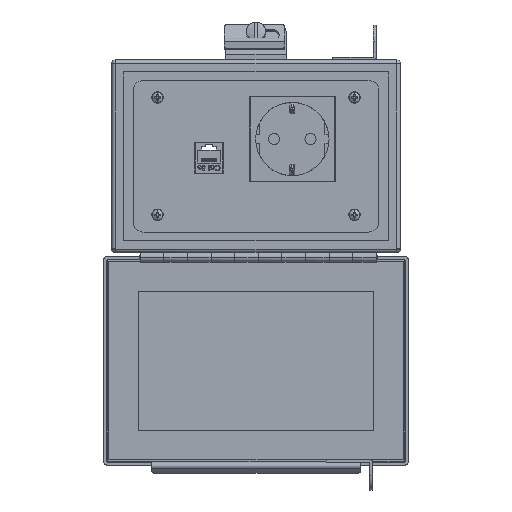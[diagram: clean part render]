
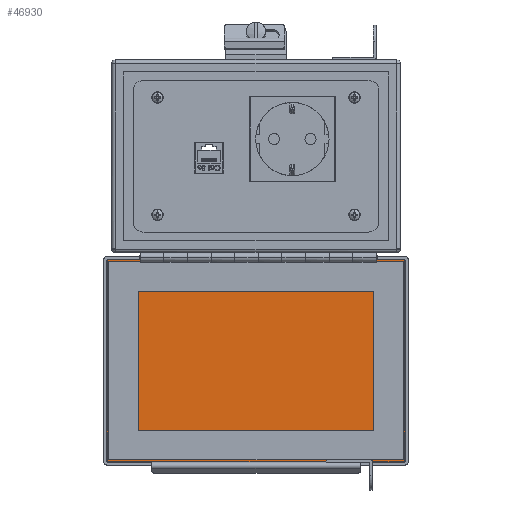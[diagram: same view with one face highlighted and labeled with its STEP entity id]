
A CAD part, top view. The second image highlights one B-rep face of the part: STEP entity #46930.
In plain terms, the highlighted planar face has unit normal (0, 0, 1).
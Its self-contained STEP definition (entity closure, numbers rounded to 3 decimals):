
#112 = CIRCLE ( 'NONE', #86101, 0.317 ) ;
#887 = PLANE ( 'NONE',  #40115 ) ;
#1830 = LINE ( 'NONE', #76370, #27924 ) ;
#1925 = VECTOR ( 'NONE', #45246, 1000. ) ;
#3062 = CARTESIAN_POINT ( 'NONE',  ( 37.084, -107.95, 22.479 ) ) ;
#3233 = VERTEX_POINT ( 'NONE', #40152 ) ;
#3390 = DIRECTION ( 'NONE',  ( 0., 1., 0. ) ) ;
#3547 = LINE ( 'NONE', #11447, #78255 ) ;
#3633 = CARTESIAN_POINT ( 'NONE',  ( 78.613, -54.921, 22.479 ) ) ;
#4572 = CARTESIAN_POINT ( 'NONE',  ( 63.564, -55.118, 22.479 ) ) ;
#4615 = EDGE_CURVE ( 'NONE', #30503, #48617, #93084, .T. ) ;
#4697 = LINE ( 'NONE', #28747, #79424 ) ;
#6035 = VERTEX_POINT ( 'NONE', #68366 ) ;
#7778 = DIRECTION ( 'NONE',  ( 0., 0., -1. ) ) ;
#8190 = DIRECTION ( 'NONE',  ( 0., 1., 0. ) ) ;
#9125 = DIRECTION ( 'NONE',  ( 1., 0., 0. ) ) ;
#9257 = DIRECTION ( 'NONE',  ( -1., 0., 0. ) ) ;
#11157 = VERTEX_POINT ( 'NONE', #69615 ) ;
#11447 = CARTESIAN_POINT ( 'NONE',  ( 0., -55.88, 22.479 ) ) ;
#12739 = LINE ( 'NONE', #64238, #82856 ) ;
#12834 = ORIENTED_EDGE ( 'NONE', *, *, #36452, .T. ) ;
#13678 = DIRECTION ( 'NONE',  ( 1., 0., 0. ) ) ;
#13822 = CARTESIAN_POINT ( 'NONE',  ( 78.613, -160.982, 22.479 ) ) ;
#14807 = EDGE_CURVE ( 'NONE', #11157, #18239, #1830, .T. ) ;
#16432 = EDGE_CURVE ( 'NONE', #70167, #17762, #61927, .T. ) ;
#16717 = CARTESIAN_POINT ( 'NONE',  ( -78.613, -160.982, 22.479 ) ) ;
#17431 = ORIENTED_EDGE ( 'NONE', *, *, #23289, .T. ) ;
#17762 = VERTEX_POINT ( 'NONE', #20094 ) ;
#18237 = LINE ( 'NONE', #3062, #35214 ) ;
#18239 = VERTEX_POINT ( 'NONE', #16717 ) ;
#19168 = DIRECTION ( 'NONE',  ( 0., 1., 0. ) ) ;
#20094 = CARTESIAN_POINT ( 'NONE',  ( 59.944, -161.29, 22.479 ) ) ;
#20878 = EDGE_CURVE ( 'NONE', #30503, #3233, #3547, .T. ) ;
#21204 = CARTESIAN_POINT ( 'NONE',  ( 78.69, -161.29, 22.479 ) ) ;
#21821 = CARTESIAN_POINT ( 'NONE',  ( 0., -161.29, 22.479 ) ) ;
#23289 = EDGE_CURVE ( 'NONE', #18239, #44078, #112, .T. ) ;
#23495 = EDGE_CURVE ( 'NONE', #17762, #62295, #46512, .T. ) ;
#23689 = CARTESIAN_POINT ( 'NONE',  ( 0., -160.02, 22.479 ) ) ;
#23854 = EDGE_CURVE ( 'NONE', #3233, #82321, #75902, .T. ) ;
#23936 = EDGE_CURVE ( 'NONE', #69052, #6035, #18237, .T. ) ;
#24259 = AXIS2_PLACEMENT_3D ( 'NONE', #21204, #71779, #28481 ) ;
#24523 = AXIS2_PLACEMENT_3D ( 'NONE', #86280, #42971, #93548 ) ;
#25454 = CARTESIAN_POINT ( 'NONE',  ( 37.084, -161.29, 22.479 ) ) ;
#27918 = ORIENTED_EDGE ( 'NONE', *, *, #88793, .T. ) ;
#27924 = VECTOR ( 'NONE', #69104, 1000. ) ;
#28481 = DIRECTION ( 'NONE',  ( 0., 1., 0. ) ) ;
#28747 = CARTESIAN_POINT ( 'NONE',  ( 78.613, -107.95, 22.479 ) ) ;
#29227 = ORIENTED_EDGE ( 'NONE', *, *, #79036, .F. ) ;
#30503 = VERTEX_POINT ( 'NONE', #32333 ) ;
#32333 = CARTESIAN_POINT ( 'NONE',  ( 63.564, -55.88, 22.479 ) ) ;
#33438 = LINE ( 'NONE', #34254, #88843 ) ;
#34254 = CARTESIAN_POINT ( 'NONE',  ( 71.025, -54.61, 22.479 ) ) ;
#34570 = DIRECTION ( 'NONE',  ( 1., 0., 0. ) ) ;
#35005 = VECTOR ( 'NONE', #9125, 1000. ) ;
#35214 = VECTOR ( 'NONE', #3390, 1000. ) ;
#36452 = EDGE_CURVE ( 'NONE', #6035, #70167, #92645, .T. ) ;
#37468 = VECTOR ( 'NONE', #60969, 1000. ) ;
#38211 = ORIENTED_EDGE ( 'NONE', *, *, #56727, .T. ) ;
#38263 = ORIENTED_EDGE ( 'NONE', *, *, #23936, .T. ) ;
#40115 = AXIS2_PLACEMENT_3D ( 'NONE', #87573, #51545, #8190 ) ;
#40152 = CARTESIAN_POINT ( 'NONE',  ( -61.15, -55.88, 22.479 ) ) ;
#42368 = CARTESIAN_POINT ( 'NONE',  ( -78.69, -161.29, 22.479 ) ) ;
#42971 = DIRECTION ( 'NONE',  ( 0., 0., -1. ) ) ;
#43701 = EDGE_CURVE ( 'NONE', #82321, #87426, #52559, .T. ) ;
#44078 = VERTEX_POINT ( 'NONE', #50018 ) ;
#44410 = ORIENTED_EDGE ( 'NONE', *, *, #14807, .T. ) ;
#44648 = ORIENTED_EDGE ( 'NONE', *, *, #4615, .F. ) ;
#44833 = ORIENTED_EDGE ( 'NONE', *, *, #20878, .T. ) ;
#45246 = DIRECTION ( 'NONE',  ( 0., -1., 0. ) ) ;
#46490 = CARTESIAN_POINT ( 'NONE',  ( 59.944, -107.95, 22.479 ) ) ;
#46512 = LINE ( 'NONE', #21821, #65741 ) ;
#46909 = VERTEX_POINT ( 'NONE', #13822 ) ;
#46930 = ADVANCED_FACE ( 'NONE', ( #93221 ), #887, .T. ) ;
#46938 = ORIENTED_EDGE ( 'NONE', *, *, #84309, .T. ) ;
#47549 = ORIENTED_EDGE ( 'NONE', *, *, #23854, .T. ) ;
#47738 = ORIENTED_EDGE ( 'NONE', *, *, #23495, .T. ) ;
#48594 = ORIENTED_EDGE ( 'NONE', *, *, #43701, .T. ) ;
#48617 = VERTEX_POINT ( 'NONE', #51366 ) ;
#49685 = DIRECTION ( 'NONE',  ( 1., 0., 0. ) ) ;
#49910 = EDGE_LOOP ( 'NONE', ( #44648, #44833, #47549, #48594, #38211, #44410, #17431, #73056, #38263, #12834, #66643, #47738, #27918, #46938, #75575, #29227 ) ) ;
#50018 = CARTESIAN_POINT ( 'NONE',  ( -78.373, -161.29, 22.479 ) ) ;
#51126 = CARTESIAN_POINT ( 'NONE',  ( 78.677, -54.61, 22.479 ) ) ;
#51366 = CARTESIAN_POINT ( 'NONE',  ( 63.564, -54.61, 22.479 ) ) ;
#51545 = DIRECTION ( 'NONE',  ( 0., 0., 1. ) ) ;
#52197 = CIRCLE ( 'NONE', #24523, 0.317 ) ;
#52372 = AXIS2_PLACEMENT_3D ( 'NONE', #51126, #7778, #58387 ) ;
#52559 = LINE ( 'NONE', #81353, #70813 ) ;
#54097 = CARTESIAN_POINT ( 'NONE',  ( 59.944, -160.02, 22.479 ) ) ;
#56727 = EDGE_CURVE ( 'NONE', #87426, #11157, #52197, .T. ) ;
#58387 = DIRECTION ( 'NONE',  ( 1., 0., 0. ) ) ;
#60530 = CIRCLE ( 'NONE', #52372, 0.317 ) ;
#60969 = DIRECTION ( 'NONE',  ( 0., 1., 0. ) ) ;
#61927 = LINE ( 'NONE', #46490, #1925 ) ;
#62295 = VERTEX_POINT ( 'NONE', #83324 ) ;
#63026 = CARTESIAN_POINT ( 'NONE',  ( 78.359, -54.61, 22.479 ) ) ;
#64238 = CARTESIAN_POINT ( 'NONE',  ( 0., -161.29, 22.479 ) ) ;
#65124 = DIRECTION ( 'NONE',  ( 1., 0., 0. ) ) ;
#65741 = VECTOR ( 'NONE', #65124, 1000. ) ;
#66643 = ORIENTED_EDGE ( 'NONE', *, *, #16432, .T. ) ;
#68366 = CARTESIAN_POINT ( 'NONE',  ( 37.084, -160.02, 22.479 ) ) ;
#69052 = VERTEX_POINT ( 'NONE', #25454 ) ;
#69104 = DIRECTION ( 'NONE',  ( 0., -1., 0. ) ) ;
#69240 = VERTEX_POINT ( 'NONE', #63026 ) ;
#69615 = CARTESIAN_POINT ( 'NONE',  ( -78.613, -54.921, 22.479 ) ) ;
#70167 = VERTEX_POINT ( 'NONE', #54097 ) ;
#70813 = VECTOR ( 'NONE', #9257, 1000. ) ;
#71779 = DIRECTION ( 'NONE',  ( 0., 0., -1. ) ) ;
#72172 = CARTESIAN_POINT ( 'NONE',  ( -78.359, -54.61, 22.479 ) ) ;
#73056 = ORIENTED_EDGE ( 'NONE', *, *, #83572, .T. ) ;
#75575 = ORIENTED_EDGE ( 'NONE', *, *, #77510, .T. ) ;
#75902 = LINE ( 'NONE', #82465, #37468 ) ;
#76370 = CARTESIAN_POINT ( 'NONE',  ( -78.613, -107.95, 22.479 ) ) ;
#77510 = EDGE_CURVE ( 'NONE', #82122, #69240, #60530, .T. ) ;
#78255 = VECTOR ( 'NONE', #83835, 1000. ) ;
#79036 = EDGE_CURVE ( 'NONE', #48617, #69240, #33438, .T. ) ;
#79424 = VECTOR ( 'NONE', #86582, 1000. ) ;
#81353 = CARTESIAN_POINT ( 'NONE',  ( 0., -54.61, 22.479 ) ) ;
#82122 = VERTEX_POINT ( 'NONE', #3633 ) ;
#82321 = VERTEX_POINT ( 'NONE', #91862 ) ;
#82465 = CARTESIAN_POINT ( 'NONE',  ( -61.15, -107.95, 22.479 ) ) ;
#82856 = VECTOR ( 'NONE', #13678, 1000. ) ;
#83324 = CARTESIAN_POINT ( 'NONE',  ( 78.373, -161.29, 22.479 ) ) ;
#83572 = EDGE_CURVE ( 'NONE', #44078, #69052, #12739, .T. ) ;
#83835 = DIRECTION ( 'NONE',  ( -1., 0., 0. ) ) ;
#84309 = EDGE_CURVE ( 'NONE', #46909, #82122, #4697, .T. ) ;
#86101 = AXIS2_PLACEMENT_3D ( 'NONE', #42368, #92956, #49685 ) ;
#86275 = VECTOR ( 'NONE', #19168, 1000. ) ;
#86280 = CARTESIAN_POINT ( 'NONE',  ( -78.676, -54.61, 22.479 ) ) ;
#86582 = DIRECTION ( 'NONE',  ( 0., 1., 0. ) ) ;
#87426 = VERTEX_POINT ( 'NONE', #72172 ) ;
#87573 = CARTESIAN_POINT ( 'NONE',  ( 78.613, -161.29, 22.479 ) ) ;
#88793 = EDGE_CURVE ( 'NONE', #62295, #46909, #93852, .T. ) ;
#88843 = VECTOR ( 'NONE', #34570, 1000. ) ;
#91862 = CARTESIAN_POINT ( 'NONE',  ( -61.15, -54.61, 22.479 ) ) ;
#92645 = LINE ( 'NONE', #23689, #35005 ) ;
#92956 = DIRECTION ( 'NONE',  ( 0., 0., -1. ) ) ;
#93084 = LINE ( 'NONE', #4572, #86275 ) ;
#93221 = FACE_OUTER_BOUND ( 'NONE', #49910, .T. ) ;
#93548 = DIRECTION ( 'NONE',  ( -1., 0., 0. ) ) ;
#93852 = CIRCLE ( 'NONE', #24259, 0.317 ) ;
